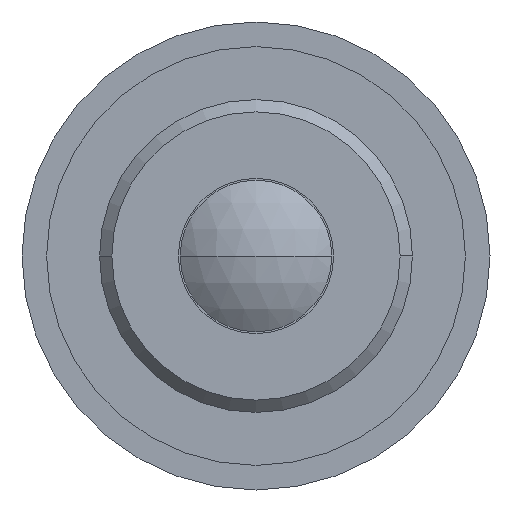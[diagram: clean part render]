
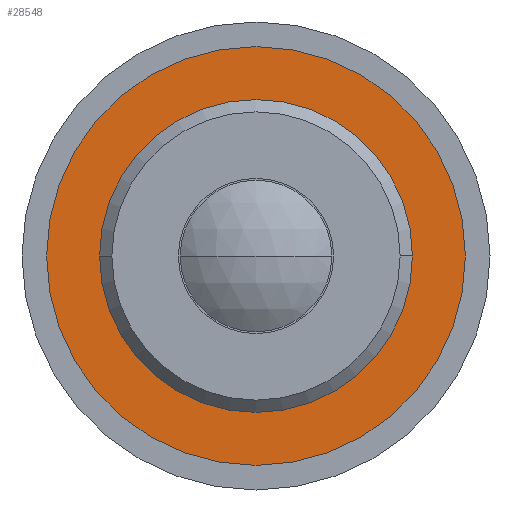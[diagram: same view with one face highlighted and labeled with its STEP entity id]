
A CAD part, front view. The second image highlights one B-rep face of the part: STEP entity #28548.
In plain terms, the highlighted planar face has unit normal (0, -1, 0).
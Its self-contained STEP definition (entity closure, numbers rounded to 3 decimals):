
#214 = DIRECTION ( 'NONE',  ( 0., 1., 0. ) ) ;
#725 = CIRCLE ( 'NONE', #7190, 6.35 ) ;
#1209 = CARTESIAN_POINT ( 'NONE',  ( -6.825, -22.997, -4.927 ) ) ;
#2024 = CIRCLE ( 'NONE', #11056, 6.35 ) ;
#2134 = CIRCLE ( 'NONE', #28272, 8.5 ) ;
#2439 = VERTEX_POINT ( 'NONE', #35277 ) ;
#2826 = PLANE ( 'NONE',  #37482 ) ;
#6542 = EDGE_LOOP ( 'NONE', ( #18803, #28654 ) ) ;
#7120 = DIRECTION ( 'NONE',  ( 0., 1., 0. ) ) ;
#7190 = AXIS2_PLACEMENT_3D ( 'NONE', #17872, #214, #20850 ) ;
#7350 = CARTESIAN_POINT ( 'NONE',  ( 1.675, -22.997, -4.927 ) ) ;
#8700 = CARTESIAN_POINT ( 'NONE',  ( 1.675, -22.997, -4.927 ) ) ;
#9112 = DIRECTION ( 'NONE',  ( 0., -1., 0. ) ) ;
#10289 = DIRECTION ( 'NONE',  ( -1., 0., 0. ) ) ;
#11056 = AXIS2_PLACEMENT_3D ( 'NONE', #8700, #29295, #11656 ) ;
#11656 = DIRECTION ( 'NONE',  ( -1., 0., 0. ) ) ;
#12415 = EDGE_CURVE ( 'NONE', #2439, #29529, #2134, .T. ) ;
#14296 = EDGE_CURVE ( 'NONE', #29529, #2439, #26938, .T. ) ;
#15356 = VERTEX_POINT ( 'NONE', #32270 ) ;
#16476 = EDGE_LOOP ( 'NONE', ( #33909, #22494 ) ) ;
#17246 = FACE_BOUND ( 'NONE', #6542, .T. ) ;
#17846 = AXIS2_PLACEMENT_3D ( 'NONE', #24749, #7120, #27732 ) ;
#17872 = CARTESIAN_POINT ( 'NONE',  ( 1.675, -22.997, -4.927 ) ) ;
#18803 = ORIENTED_EDGE ( 'NONE', *, *, #35327, .T. ) ;
#20850 = DIRECTION ( 'NONE',  ( -1., 0., 0. ) ) ;
#22494 = ORIENTED_EDGE ( 'NONE', *, *, #12415, .F. ) ;
#22637 = CARTESIAN_POINT ( 'NONE',  ( -4.675, -22.997, -4.927 ) ) ;
#24433 = VERTEX_POINT ( 'NONE', #22637 ) ;
#24749 = CARTESIAN_POINT ( 'NONE',  ( 1.675, -22.997, -4.927 ) ) ;
#26769 = CARTESIAN_POINT ( 'NONE',  ( -6.825, -22.997, -4.927 ) ) ;
#26938 = CIRCLE ( 'NONE', #17846, 8.5 ) ;
#27732 = DIRECTION ( 'NONE',  ( -1., 0., 0. ) ) ;
#27947 = DIRECTION ( 'NONE',  ( 0., 1., 0. ) ) ;
#28272 = AXIS2_PLACEMENT_3D ( 'NONE', #7350, #27947, #10289 ) ;
#28548 = ADVANCED_FACE ( 'NONE', ( #17246, #33842 ), #2826, .T. ) ;
#28654 = ORIENTED_EDGE ( 'NONE', *, *, #28821, .T. ) ;
#28821 = EDGE_CURVE ( 'NONE', #15356, #24433, #2024, .T. ) ;
#29295 = DIRECTION ( 'NONE',  ( 0., 1., 0. ) ) ;
#29529 = VERTEX_POINT ( 'NONE', #1209 ) ;
#29712 = DIRECTION ( 'NONE',  ( 1., 0., 0. ) ) ;
#32270 = CARTESIAN_POINT ( 'NONE',  ( 8.025, -22.997, -4.927 ) ) ;
#33842 = FACE_OUTER_BOUND ( 'NONE', #16476, .T. ) ;
#33909 = ORIENTED_EDGE ( 'NONE', *, *, #14296, .F. ) ;
#35277 = CARTESIAN_POINT ( 'NONE',  ( 10.175, -22.997, -4.927 ) ) ;
#35327 = EDGE_CURVE ( 'NONE', #24433, #15356, #725, .T. ) ;
#37482 = AXIS2_PLACEMENT_3D ( 'NONE', #26769, #9112, #29712 ) ;
